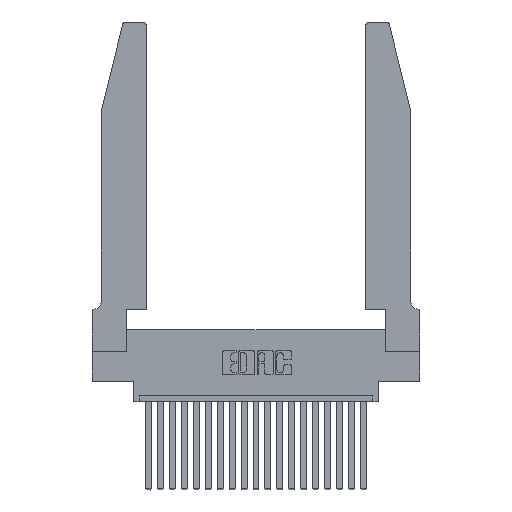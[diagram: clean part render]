
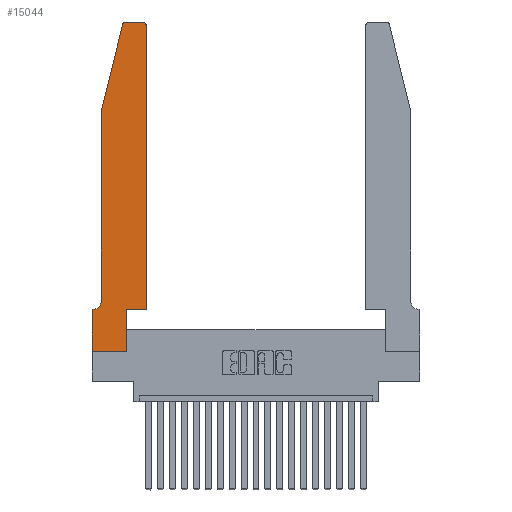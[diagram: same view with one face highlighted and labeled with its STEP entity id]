
A CAD part, top view. The second image highlights one B-rep face of the part: STEP entity #15044.
In plain terms, the highlighted planar face has unit normal (0, 0, 1).
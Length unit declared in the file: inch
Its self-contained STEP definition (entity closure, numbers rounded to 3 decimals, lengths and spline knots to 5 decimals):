
#493 = CARTESIAN_POINT ( 'NONE',  ( 0., 0.35, 0.37 ) ) ;
#721 = AXIS2_PLACEMENT_3D ( 'NONE', #2142, #14071, #20781 ) ;
#854 = EDGE_CURVE ( 'NONE', #5351, #3665, #2425, .T. ) ;
#1511 = CARTESIAN_POINT ( 'NONE',  ( 0.2865, 0.35, 0.37 ) ) ;
#1541 = VERTEX_POINT ( 'NONE', #9243 ) ;
#1579 = DIRECTION ( 'NONE',  ( 0., 1., 0. ) ) ;
#1607 = EDGE_CURVE ( 'NONE', #3665, #14364, #7726, .T. ) ;
#1740 = CARTESIAN_POINT ( 'NONE',  ( 0.0755, 2., 0.37 ) ) ;
#2142 = CARTESIAN_POINT ( 'NONE',  ( 0.0055, 0.42, 0.37 ) ) ;
#2313 = LINE ( 'NONE', #1511, #14061 ) ;
#2425 = LINE ( 'NONE', #7445, #17654 ) ;
#2709 = AXIS2_PLACEMENT_3D ( 'NONE', #493, #15859, #20913 ) ;
#2988 = CARTESIAN_POINT ( 'NONE',  ( 0.4205, 2.75, 0.37 ) ) ;
#3092 = CARTESIAN_POINT ( 'NONE',  ( 0., 0., 0.37 ) ) ;
#3098 = VECTOR ( 'NONE', #21946, 39.37008 ) ;
#3267 = EDGE_CURVE ( 'NONE', #15834, #1541, #13610, .T. ) ;
#3292 = VERTEX_POINT ( 'NONE', #12212 ) ;
#3366 = ORIENTED_EDGE ( 'NONE', *, *, #20782, .T. ) ;
#3563 = CIRCLE ( 'NONE', #22068, 0.03 ) ;
#3612 = CARTESIAN_POINT ( 'NONE',  ( 0., 0., 0.37 ) ) ;
#3665 = VERTEX_POINT ( 'NONE', #18325 ) ;
#3914 = DIRECTION ( 'NONE',  ( 0., 0., 1. ) ) ;
#4174 = LINE ( 'NONE', #15732, #4710 ) ;
#4710 = VECTOR ( 'NONE', #10648, 39.37008 ) ;
#4773 = CARTESIAN_POINT ( 'NONE',  ( 0.2865, 0.35, 0.37 ) ) ;
#5071 = EDGE_CURVE ( 'NONE', #3292, #10513, #2313, .T. ) ;
#5351 = VERTEX_POINT ( 'NONE', #2988 ) ;
#5476 = CARTESIAN_POINT ( 'NONE',  ( 0.4205, 2.72, 0.37 ) ) ;
#5829 = CARTESIAN_POINT ( 'NONE',  ( 0., 0., 0.37 ) ) ;
#6161 = DIRECTION ( 'NONE',  ( 0., 1., 0. ) ) ;
#6498 = DIRECTION ( 'NONE',  ( 1., 0., 0. ) ) ;
#6514 = LINE ( 'NONE', #1740, #12376 ) ;
#6743 = CARTESIAN_POINT ( 'NONE',  ( 0.0755, 0.35, 0.37 ) ) ;
#7445 = CARTESIAN_POINT ( 'NONE',  ( 0.2605, 2.75, 0.37 ) ) ;
#7726 = CIRCLE ( 'NONE', #17840, 0.03 ) ;
#7749 = DIRECTION ( 'NONE',  ( 0., -1., 0. ) ) ;
#7948 = CARTESIAN_POINT ( 'NONE',  ( 0., 0.35, 0.37 ) ) ;
#8999 = LINE ( 'NONE', #18463, #19939 ) ;
#9097 = DIRECTION ( 'NONE',  ( 1., 0., 0. ) ) ;
#9115 = ORIENTED_EDGE ( 'NONE', *, *, #14375, .T. ) ;
#9243 = CARTESIAN_POINT ( 'NONE',  ( 0.0055, 0.35, 0.37 ) ) ;
#9364 = CARTESIAN_POINT ( 'NONE',  ( 0.0755, 2., 0.37 ) ) ;
#9653 = CARTESIAN_POINT ( 'NONE',  ( 0.25487, 2.72718, 0.37 ) ) ;
#9667 = VECTOR ( 'NONE', #6498, 39.37008 ) ;
#9969 = ORIENTED_EDGE ( 'NONE', *, *, #3267, .T. ) ;
#10218 = EDGE_CURVE ( 'NONE', #21547, #15834, #6514, .T. ) ;
#10513 = VERTEX_POINT ( 'NONE', #4773 ) ;
#10571 = ORIENTED_EDGE ( 'NONE', *, *, #854, .T. ) ;
#10648 = DIRECTION ( 'NONE',  ( -0.239, -0.971, 0. ) ) ;
#11297 = VERTEX_POINT ( 'NONE', #15643 ) ;
#11735 = VECTOR ( 'NONE', #13289, 39.37008 ) ;
#12094 = ORIENTED_EDGE ( 'NONE', *, *, #18102, .T. ) ;
#12212 = CARTESIAN_POINT ( 'NONE',  ( 0.2865, 0., 0.37 ) ) ;
#12274 = ORIENTED_EDGE ( 'NONE', *, *, #1607, .T. ) ;
#12376 = VECTOR ( 'NONE', #13741, 39.37008 ) ;
#12645 = EDGE_CURVE ( 'NONE', #10513, #13076, #15199, .T. ) ;
#13076 = VERTEX_POINT ( 'NONE', #20998 ) ;
#13289 = DIRECTION ( 'NONE',  ( 1., 0., 0. ) ) ;
#13610 = CIRCLE ( 'NONE', #721, 0.07 ) ;
#13713 = VERTEX_POINT ( 'NONE', #7948 ) ;
#13741 = DIRECTION ( 'NONE',  ( 0., -1., 0. ) ) ;
#14042 = FACE_OUTER_BOUND ( 'NONE', #15550, .T. ) ;
#14061 = VECTOR ( 'NONE', #1579, 39.37008 ) ;
#14071 = DIRECTION ( 'NONE',  ( 0., 0., -1. ) ) ;
#14364 = VERTEX_POINT ( 'NONE', #9653 ) ;
#14375 = EDGE_CURVE ( 'NONE', #13076, #11297, #8999, .T. ) ;
#15044 = ADVANCED_FACE ( 'NONE', ( #14042 ), #19266, .T. ) ;
#15199 = LINE ( 'NONE', #18504, #11735 ) ;
#15550 = EDGE_LOOP ( 'NONE', ( #10571, #12274, #12094, #18505, #9969, #20141, #18256, #17203, #19171, #22106, #9115, #3366 ) ) ;
#15643 = CARTESIAN_POINT ( 'NONE',  ( 0.4505, 2.72, 0.37 ) ) ;
#15732 = CARTESIAN_POINT ( 'NONE',  ( 0.0755, 2., 0.37 ) ) ;
#15834 = VERTEX_POINT ( 'NONE', #18843 ) ;
#15859 = DIRECTION ( 'NONE',  ( 0., 0., 1. ) ) ;
#16215 = CARTESIAN_POINT ( 'NONE',  ( 0.284, 2.72, 0.37 ) ) ;
#16439 = DIRECTION ( 'NONE',  ( 0., 0., 1. ) ) ;
#17171 = EDGE_CURVE ( 'NONE', #13713, #19000, #17318, .T. ) ;
#17203 = ORIENTED_EDGE ( 'NONE', *, *, #21047, .T. ) ;
#17318 = LINE ( 'NONE', #5829, #21005 ) ;
#17654 = VECTOR ( 'NONE', #17750, 39.37008 ) ;
#17677 = LINE ( 'NONE', #3092, #9667 ) ;
#17750 = DIRECTION ( 'NONE',  ( -1., 0., 0. ) ) ;
#17840 = AXIS2_PLACEMENT_3D ( 'NONE', #16215, #16439, #19844 ) ;
#18102 = EDGE_CURVE ( 'NONE', #14364, #21547, #4174, .T. ) ;
#18256 = ORIENTED_EDGE ( 'NONE', *, *, #17171, .T. ) ;
#18325 = CARTESIAN_POINT ( 'NONE',  ( 0.284, 2.75, 0.37 ) ) ;
#18463 = CARTESIAN_POINT ( 'NONE',  ( 0.4505, 0.35, 0.37 ) ) ;
#18504 = CARTESIAN_POINT ( 'NONE',  ( 0.4505, 0.35, 0.37 ) ) ;
#18505 = ORIENTED_EDGE ( 'NONE', *, *, #10218, .T. ) ;
#18843 = CARTESIAN_POINT ( 'NONE',  ( 0.0755, 0.42, 0.37 ) ) ;
#18854 = EDGE_CURVE ( 'NONE', #1541, #13713, #20131, .T. ) ;
#19000 = VERTEX_POINT ( 'NONE', #3612 ) ;
#19171 = ORIENTED_EDGE ( 'NONE', *, *, #5071, .T. ) ;
#19266 = PLANE ( 'NONE',  #2709 ) ;
#19844 = DIRECTION ( 'NONE',  ( 1., 0., 0. ) ) ;
#19939 = VECTOR ( 'NONE', #6161, 39.37008 ) ;
#20131 = LINE ( 'NONE', #6743, #3098 ) ;
#20141 = ORIENTED_EDGE ( 'NONE', *, *, #18854, .T. ) ;
#20781 = DIRECTION ( 'NONE',  ( -1., 0., 0. ) ) ;
#20782 = EDGE_CURVE ( 'NONE', #11297, #5351, #3563, .T. ) ;
#20913 = DIRECTION ( 'NONE',  ( 1., 0., 0. ) ) ;
#20998 = CARTESIAN_POINT ( 'NONE',  ( 0.4505, 0.35, 0.37 ) ) ;
#21005 = VECTOR ( 'NONE', #7749, 39.37008 ) ;
#21047 = EDGE_CURVE ( 'NONE', #19000, #3292, #17677, .T. ) ;
#21547 = VERTEX_POINT ( 'NONE', #9364 ) ;
#21946 = DIRECTION ( 'NONE',  ( -1., 0., 0. ) ) ;
#22068 = AXIS2_PLACEMENT_3D ( 'NONE', #5476, #3914, #9097 ) ;
#22106 = ORIENTED_EDGE ( 'NONE', *, *, #12645, .T. ) ;
